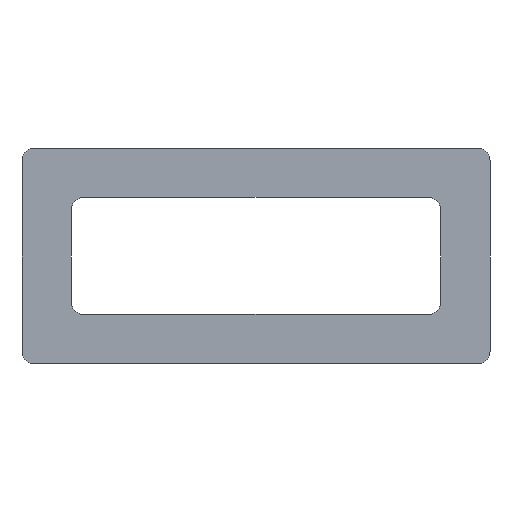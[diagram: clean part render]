
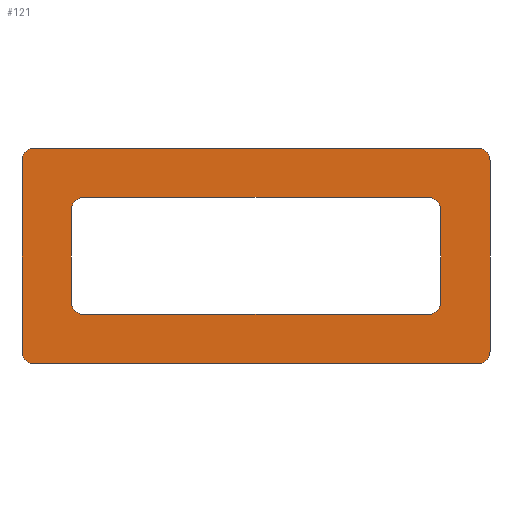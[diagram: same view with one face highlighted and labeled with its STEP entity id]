
A CAD part, front view. The second image highlights one B-rep face of the part: STEP entity #121.
In plain terms, the highlighted planar face has unit normal (0, -1, 0).
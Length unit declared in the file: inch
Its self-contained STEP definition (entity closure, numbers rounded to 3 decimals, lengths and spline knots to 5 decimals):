
#121=ADVANCED_FACE('',(#150,#151),#139,.F.);
#139=PLANE('',#446);
#150=FACE_BOUND('',#154,.T.);
#151=FACE_BOUND('',#155,.T.);
#154=EDGE_LOOP('',(#252,#253,#254,#255,#256,#257,#258,#259));
#155=EDGE_LOOP('',(#260,#261,#262,#263,#264,#265,#266,#267));
#180=LINE('',#602,#212);
#181=LINE('',#606,#213);
#182=LINE('',#610,#214);
#183=LINE('',#614,#215);
#184=LINE('',#615,#216);
#185=LINE('',#620,#217);
#186=LINE('',#624,#218);
#187=LINE('',#628,#219);
#212=VECTOR('',#493,1.);
#213=VECTOR('',#496,1.);
#214=VECTOR('',#499,1.);
#215=VECTOR('',#502,1.);
#216=VECTOR('',#503,1.);
#217=VECTOR('',#506,1.);
#218=VECTOR('',#509,1.);
#219=VECTOR('',#512,1.);
#252=ORIENTED_EDGE('',*,*,#380,.T.);
#253=ORIENTED_EDGE('',*,*,#381,.T.);
#254=ORIENTED_EDGE('',*,*,#382,.T.);
#255=ORIENTED_EDGE('',*,*,#383,.T.);
#256=ORIENTED_EDGE('',*,*,#384,.T.);
#257=ORIENTED_EDGE('',*,*,#385,.T.);
#258=ORIENTED_EDGE('',*,*,#386,.T.);
#259=ORIENTED_EDGE('',*,*,#387,.T.);
#260=ORIENTED_EDGE('',*,*,#388,.F.);
#261=ORIENTED_EDGE('',*,*,#389,.T.);
#262=ORIENTED_EDGE('',*,*,#390,.F.);
#263=ORIENTED_EDGE('',*,*,#391,.T.);
#264=ORIENTED_EDGE('',*,*,#392,.F.);
#265=ORIENTED_EDGE('',*,*,#393,.T.);
#266=ORIENTED_EDGE('',*,*,#394,.F.);
#267=ORIENTED_EDGE('',*,*,#395,.T.);
#348=VERTEX_POINT('',#600);
#349=VERTEX_POINT('',#601);
#350=VERTEX_POINT('',#603);
#351=VERTEX_POINT('',#605);
#352=VERTEX_POINT('',#607);
#353=VERTEX_POINT('',#609);
#354=VERTEX_POINT('',#611);
#355=VERTEX_POINT('',#613);
#356=VERTEX_POINT('',#616);
#357=VERTEX_POINT('',#617);
#358=VERTEX_POINT('',#619);
#359=VERTEX_POINT('',#621);
#360=VERTEX_POINT('',#623);
#361=VERTEX_POINT('',#625);
#362=VERTEX_POINT('',#627);
#363=VERTEX_POINT('',#629);
#380=EDGE_CURVE('',#348,#349,#420,.T.);
#381=EDGE_CURVE('',#349,#350,#180,.T.);
#382=EDGE_CURVE('',#350,#351,#421,.T.);
#383=EDGE_CURVE('',#351,#352,#181,.T.);
#384=EDGE_CURVE('',#352,#353,#422,.T.);
#385=EDGE_CURVE('',#353,#354,#182,.T.);
#386=EDGE_CURVE('',#354,#355,#423,.T.);
#387=EDGE_CURVE('',#355,#348,#183,.T.);
#388=EDGE_CURVE('',#356,#357,#184,.T.);
#389=EDGE_CURVE('',#356,#358,#424,.T.);
#390=EDGE_CURVE('',#359,#358,#185,.T.);
#391=EDGE_CURVE('',#359,#360,#425,.T.);
#392=EDGE_CURVE('',#361,#360,#186,.T.);
#393=EDGE_CURVE('',#361,#362,#426,.T.);
#394=EDGE_CURVE('',#363,#362,#187,.T.);
#395=EDGE_CURVE('',#363,#357,#427,.T.);
#420=CIRCLE('',#438,0.5);
#421=CIRCLE('',#439,0.5);
#422=CIRCLE('',#440,0.5);
#423=CIRCLE('',#441,0.5);
#424=CIRCLE('',#442,0.5);
#425=CIRCLE('',#443,0.5);
#426=CIRCLE('',#444,0.5);
#427=CIRCLE('',#445,0.5);
#438=AXIS2_PLACEMENT_3D('',#599,#491,#492);
#439=AXIS2_PLACEMENT_3D('',#604,#494,#495);
#440=AXIS2_PLACEMENT_3D('',#608,#497,#498);
#441=AXIS2_PLACEMENT_3D('',#612,#500,#501);
#442=AXIS2_PLACEMENT_3D('',#618,#504,#505);
#443=AXIS2_PLACEMENT_3D('',#622,#507,#508);
#444=AXIS2_PLACEMENT_3D('',#626,#510,#511);
#445=AXIS2_PLACEMENT_3D('',#630,#513,#514);
#446=AXIS2_PLACEMENT_3D('',#631,#515,#516);
#491=DIRECTION('',(0.,-1.,0.));
#492=DIRECTION('',(0.,0.,1.));
#493=DIRECTION('',(0.,0.,-1.));
#494=DIRECTION('',(0.,-1.,0.));
#495=DIRECTION('',(0.,0.,1.));
#496=DIRECTION('',(1.,0.,0.));
#497=DIRECTION('',(0.,-1.,0.));
#498=DIRECTION('',(0.,0.,1.));
#499=DIRECTION('',(0.,0.,1.));
#500=DIRECTION('',(0.,-1.,0.));
#501=DIRECTION('',(0.,0.,1.));
#502=DIRECTION('',(-1.,0.,0.));
#503=DIRECTION('',(1.,0.,0.));
#504=DIRECTION('',(0.,1.,0.));
#505=DIRECTION('',(0.,0.,1.));
#506=DIRECTION('',(0.,0.,-1.));
#507=DIRECTION('',(0.,1.,0.));
#508=DIRECTION('',(0.,0.,1.));
#509=DIRECTION('',(-1.,0.,0.));
#510=DIRECTION('',(0.,1.,0.));
#511=DIRECTION('',(0.,0.,1.));
#512=DIRECTION('',(0.,0.,1.));
#513=DIRECTION('',(0.,1.,0.));
#514=DIRECTION('',(0.,0.,1.));
#515=DIRECTION('',(0.,1.,0.));
#516=DIRECTION('',(0.,0.,1.));
#599=CARTESIAN_POINT('',(-20.5,-0.25,9.5));
#600=CARTESIAN_POINT('',(-20.5,-0.25,10.));
#601=CARTESIAN_POINT('',(-21.,-0.25,9.5));
#602=CARTESIAN_POINT('',(-21.,-0.25,8.5));
#603=CARTESIAN_POINT('',(-21.,-0.25,1.75));
#604=CARTESIAN_POINT('',(-20.5,-0.25,1.75));
#605=CARTESIAN_POINT('',(-20.5,-0.25,1.25));
#606=CARTESIAN_POINT('',(-19.5,-0.25,1.25));
#607=CARTESIAN_POINT('',(-2.5,-0.25,1.25));
#608=CARTESIAN_POINT('',(-2.5,-0.25,1.75));
#609=CARTESIAN_POINT('',(-2.,-0.25,1.75));
#610=CARTESIAN_POINT('',(-2.,-0.25,2.75));
#611=CARTESIAN_POINT('',(-2.,-0.25,9.5));
#612=CARTESIAN_POINT('',(-2.5,-0.25,9.5));
#613=CARTESIAN_POINT('',(-2.5,-0.25,10.));
#614=CARTESIAN_POINT('',(-3.5,-0.25,10.));
#615=CARTESIAN_POINT('',(-19.5,-0.25,3.25));
#616=CARTESIAN_POINT('',(-18.5,-0.25,3.25));
#617=CARTESIAN_POINT('',(-4.5,-0.25,3.25));
#618=CARTESIAN_POINT('',(-18.5,-0.25,3.75));
#619=CARTESIAN_POINT('',(-19.,-0.25,3.75));
#620=CARTESIAN_POINT('',(-19.,-0.25,8.5));
#621=CARTESIAN_POINT('',(-19.,-0.25,7.5));
#622=CARTESIAN_POINT('',(-18.5,-0.25,7.5));
#623=CARTESIAN_POINT('',(-18.5,-0.25,8.));
#624=CARTESIAN_POINT('',(-3.5,-0.25,8.));
#625=CARTESIAN_POINT('',(-4.5,-0.25,8.));
#626=CARTESIAN_POINT('',(-4.5,-0.25,7.5));
#627=CARTESIAN_POINT('',(-4.,-0.25,7.5));
#628=CARTESIAN_POINT('',(-4.,-0.25,2.75));
#629=CARTESIAN_POINT('',(-4.,-0.25,3.75));
#630=CARTESIAN_POINT('',(-4.5,-0.25,3.75));
#631=CARTESIAN_POINT('',(-19.5,-0.25,8.5));
